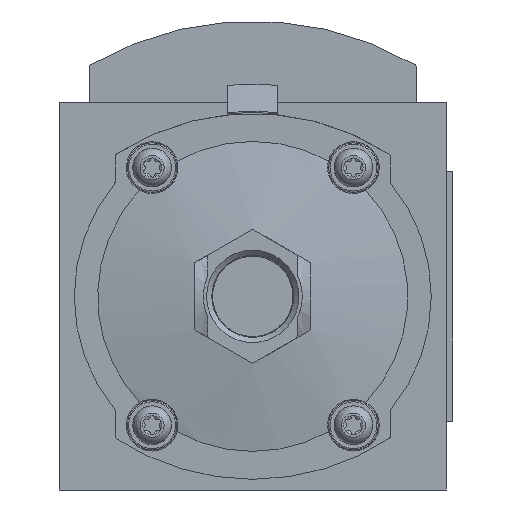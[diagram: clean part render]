
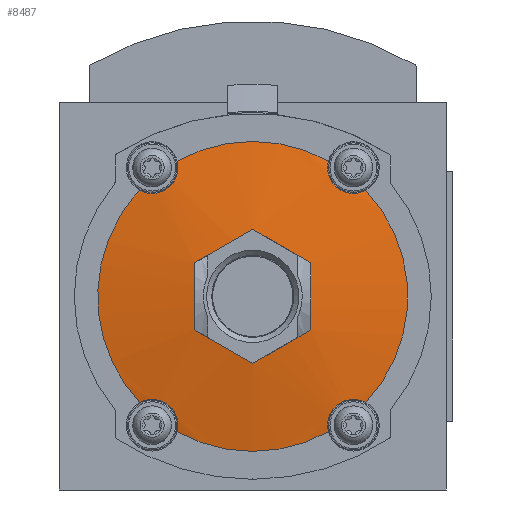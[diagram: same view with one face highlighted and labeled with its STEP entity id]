
A CAD part, front view. The second image highlights one B-rep face of the part: STEP entity #8487.
In plain terms, the highlighted spherical face has radius 160 mm.
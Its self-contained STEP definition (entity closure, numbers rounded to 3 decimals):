
#1382=SPHERICAL_SURFACE('',#8885,160.);
#1444=B_SPLINE_CURVE_WITH_KNOTS('',3,(#11783,#11784,#11785,#11786,#11787,
#11788,#11789),.UNSPECIFIED.,.F.,.F.,(4,1,1,1,4),(0.,0.004,
0.007,0.011,0.014),
 .UNSPECIFIED.);
#1445=B_SPLINE_CURVE_WITH_KNOTS('',3,(#11793,#11794,#11795,#11796,#11797,
#11798,#11799),.UNSPECIFIED.,.F.,.F.,(4,1,1,1,4),(0.,0.004,
0.007,0.011,0.014),
 .UNSPECIFIED.);
#1446=B_SPLINE_CURVE_WITH_KNOTS('',3,(#11803,#11804,#11805,#11806,#11807,
#11808,#11809),.UNSPECIFIED.,.F.,.F.,(4,1,1,1,4),(0.,0.004,
0.007,0.011,0.014),
 .UNSPECIFIED.);
#1447=B_SPLINE_CURVE_WITH_KNOTS('',3,(#11813,#11814,#11815,#11816,#11817,
#11818,#11819),.UNSPECIFIED.,.F.,.F.,(4,1,1,1,4),(0.,0.004,
0.007,0.011,0.014),
 .UNSPECIFIED.);
#1544=ORIENTED_EDGE('',*,*,#3356,.F.);
#1545=ORIENTED_EDGE('',*,*,#3357,.T.);
#1546=ORIENTED_EDGE('',*,*,#3358,.F.);
#1547=ORIENTED_EDGE('',*,*,#3359,.T.);
#1548=ORIENTED_EDGE('',*,*,#3360,.F.);
#1549=ORIENTED_EDGE('',*,*,#3361,.T.);
#1550=ORIENTED_EDGE('',*,*,#3362,.F.);
#1551=ORIENTED_EDGE('',*,*,#3363,.T.);
#1552=ORIENTED_EDGE('',*,*,#3364,.F.);
#1553=ORIENTED_EDGE('',*,*,#3365,.F.);
#1554=ORIENTED_EDGE('',*,*,#3366,.F.);
#1555=ORIENTED_EDGE('',*,*,#3367,.F.);
#1556=ORIENTED_EDGE('',*,*,#3368,.F.);
#1557=ORIENTED_EDGE('',*,*,#3369,.F.);
#3356=EDGE_CURVE('',#4246,#4247,#4816,.T.);
#3357=EDGE_CURVE('',#4246,#4248,#1444,.T.);
#3358=EDGE_CURVE('',#4249,#4248,#4817,.T.);
#3359=EDGE_CURVE('',#4249,#4250,#1445,.T.);
#3360=EDGE_CURVE('',#4251,#4250,#4818,.T.);
#3361=EDGE_CURVE('',#4251,#4252,#1446,.T.);
#3362=EDGE_CURVE('',#4253,#4252,#4819,.T.);
#3363=EDGE_CURVE('',#4253,#4247,#1447,.T.);
#3364=EDGE_CURVE('',#4254,#4255,#4820,.F.);
#3365=EDGE_CURVE('',#4256,#4254,#4821,.F.);
#3366=EDGE_CURVE('',#4257,#4256,#4822,.F.);
#3367=EDGE_CURVE('',#4258,#4257,#4823,.F.);
#3368=EDGE_CURVE('',#4259,#4258,#4824,.F.);
#3369=EDGE_CURVE('',#4255,#4259,#4825,.F.);
#4246=VERTEX_POINT('',#11781);
#4247=VERTEX_POINT('',#11782);
#4248=VERTEX_POINT('',#11790);
#4249=VERTEX_POINT('',#11792);
#4250=VERTEX_POINT('',#11800);
#4251=VERTEX_POINT('',#11802);
#4252=VERTEX_POINT('',#11810);
#4253=VERTEX_POINT('',#11812);
#4254=VERTEX_POINT('',#11821);
#4255=VERTEX_POINT('',#11822);
#4256=VERTEX_POINT('',#11824);
#4257=VERTEX_POINT('',#11826);
#4258=VERTEX_POINT('',#11828);
#4259=VERTEX_POINT('',#11830);
#4816=CIRCLE('',#8886,36.032);
#4817=CIRCLE('',#8887,36.032);
#4818=CIRCLE('',#8888,36.032);
#4819=CIRCLE('',#8889,36.032);
#4820=CIRCLE('',#8890,159.429);
#4821=CIRCLE('',#8891,159.429);
#4822=CIRCLE('',#8892,159.429);
#4823=CIRCLE('',#8893,159.429);
#4824=CIRCLE('',#8894,159.429);
#4825=CIRCLE('',#8895,159.429);
#5129=EDGE_LOOP('',(#1544,#1545,#1546,#1547,#1548,#1549,#1550,#1551));
#5130=EDGE_LOOP('',(#1552,#1553,#1554,#1555,#1556,#1557));
#5571=FACE_BOUND('',#5129,.T.);
#5572=FACE_BOUND('',#5130,.T.);
#8487=ADVANCED_FACE('',(#5571,#5572),#1382,.T.);
#8885=AXIS2_PLACEMENT_3D('',#11779,#9613,#9614);
#8886=AXIS2_PLACEMENT_3D('',#11780,#9615,#9616);
#8887=AXIS2_PLACEMENT_3D('',#11791,#9617,#9618);
#8888=AXIS2_PLACEMENT_3D('',#11801,#9619,#9620);
#8889=AXIS2_PLACEMENT_3D('',#11811,#9621,#9622);
#8890=AXIS2_PLACEMENT_3D('',#11820,#9623,#9624);
#8891=AXIS2_PLACEMENT_3D('',#11823,#9625,#9626);
#8892=AXIS2_PLACEMENT_3D('',#11825,#9627,#9628);
#8893=AXIS2_PLACEMENT_3D('',#11827,#9629,#9630);
#8894=AXIS2_PLACEMENT_3D('',#11829,#9631,#9632);
#8895=AXIS2_PLACEMENT_3D('',#11831,#9633,#9634);
#9613=DIRECTION('',(0.,-1.,0.));
#9614=DIRECTION('',(-1.,0.,0.));
#9615=DIRECTION('',(0.,1.,0.));
#9616=DIRECTION('',(0.,0.,1.));
#9617=DIRECTION('',(0.,1.,0.));
#9618=DIRECTION('',(0.,0.,1.));
#9619=DIRECTION('',(0.,1.,0.));
#9620=DIRECTION('',(0.,0.,1.));
#9621=DIRECTION('',(0.,1.,0.));
#9622=DIRECTION('',(0.,0.,1.));
#9623=DIRECTION('',(0.5,0.,0.866));
#9624=DIRECTION('',(0.866,0.,-0.5));
#9625=DIRECTION('',(1.,0.,0.));
#9626=DIRECTION('',(0.,0.,-1.));
#9627=DIRECTION('',(0.5,0.,-0.866));
#9628=DIRECTION('',(-0.866,0.,-0.5));
#9629=DIRECTION('',(-0.5,0.,-0.866));
#9630=DIRECTION('',(-0.866,0.,0.5));
#9631=DIRECTION('',(-1.,0.,0.));
#9632=DIRECTION('',(0.,0.,1.));
#9633=DIRECTION('',(-0.5,0.,0.866));
#9634=DIRECTION('',(0.866,0.,0.5));
#11779=CARTESIAN_POINT('',(0.,-162.61,0.));
#11780=CARTESIAN_POINT('',(0.,-318.5,0.));
#11781=CARTESIAN_POINT('',(26.26,-318.5,24.672));
#11782=CARTESIAN_POINT('',(26.26,-318.5,-24.672));
#11783=CARTESIAN_POINT('',(26.26,-318.5,24.672));
#11784=CARTESIAN_POINT('',(25.245,-318.758,24.121));
#11785=CARTESIAN_POINT('',(22.917,-319.203,23.618));
#11786=CARTESIAN_POINT('',(19.482,-319.464,24.932));
#11787=CARTESIAN_POINT('',(17.373,-319.204,27.945));
#11788=CARTESIAN_POINT('',(17.297,-318.758,30.331));
#11789=CARTESIAN_POINT('',(17.587,-318.5,31.449));
#11790=CARTESIAN_POINT('',(17.587,-318.5,31.449));
#11791=CARTESIAN_POINT('',(0.,-318.5,0.));
#11792=CARTESIAN_POINT('',(-17.587,-318.5,31.449));
#11793=CARTESIAN_POINT('',(-17.587,-318.5,31.449));
#11794=CARTESIAN_POINT('',(-17.297,-318.758,30.331));
#11795=CARTESIAN_POINT('',(-17.372,-319.203,27.95));
#11796=CARTESIAN_POINT('',(-19.478,-319.464,24.935));
#11797=CARTESIAN_POINT('',(-22.912,-319.204,23.618));
#11798=CARTESIAN_POINT('',(-25.245,-318.758,24.121));
#11799=CARTESIAN_POINT('',(-26.26,-318.5,24.672));
#11800=CARTESIAN_POINT('',(-26.26,-318.5,24.672));
#11801=CARTESIAN_POINT('',(0.,-318.5,0.));
#11802=CARTESIAN_POINT('',(-26.26,-318.5,-24.672));
#11803=CARTESIAN_POINT('',(-26.26,-318.5,-24.672));
#11804=CARTESIAN_POINT('',(-25.245,-318.758,-24.121));
#11805=CARTESIAN_POINT('',(-22.917,-319.203,-23.618));
#11806=CARTESIAN_POINT('',(-19.482,-319.464,-24.932));
#11807=CARTESIAN_POINT('',(-17.373,-319.204,-27.945));
#11808=CARTESIAN_POINT('',(-17.297,-318.758,-30.331));
#11809=CARTESIAN_POINT('',(-17.587,-318.5,-31.449));
#11810=CARTESIAN_POINT('',(-17.587,-318.5,-31.449));
#11811=CARTESIAN_POINT('',(0.,-318.5,0.));
#11812=CARTESIAN_POINT('',(17.587,-318.5,-31.449));
#11813=CARTESIAN_POINT('',(17.587,-318.5,-31.449));
#11814=CARTESIAN_POINT('',(17.297,-318.758,-30.331));
#11815=CARTESIAN_POINT('',(17.372,-319.203,-27.95));
#11816=CARTESIAN_POINT('',(19.478,-319.464,-24.935));
#11817=CARTESIAN_POINT('',(22.912,-319.204,-23.618));
#11818=CARTESIAN_POINT('',(25.245,-318.758,-24.121));
#11819=CARTESIAN_POINT('',(26.26,-318.5,-24.672));
#11820=CARTESIAN_POINT('',(6.75,-162.61,11.691));
#11821=CARTESIAN_POINT('',(13.5,-321.849,7.794));
#11822=CARTESIAN_POINT('',(0.,-321.849,15.588));
#11823=CARTESIAN_POINT('',(13.5,-162.61,0.));
#11824=CARTESIAN_POINT('',(13.5,-321.849,-7.794));
#11825=CARTESIAN_POINT('',(6.75,-162.61,-11.691));
#11826=CARTESIAN_POINT('',(0.,-321.849,-15.588));
#11827=CARTESIAN_POINT('',(-6.75,-162.61,-11.691));
#11828=CARTESIAN_POINT('',(-13.5,-321.849,-7.794));
#11829=CARTESIAN_POINT('',(-13.5,-162.61,0.));
#11830=CARTESIAN_POINT('',(-13.5,-321.849,7.794));
#11831=CARTESIAN_POINT('',(-6.75,-162.61,11.691));
